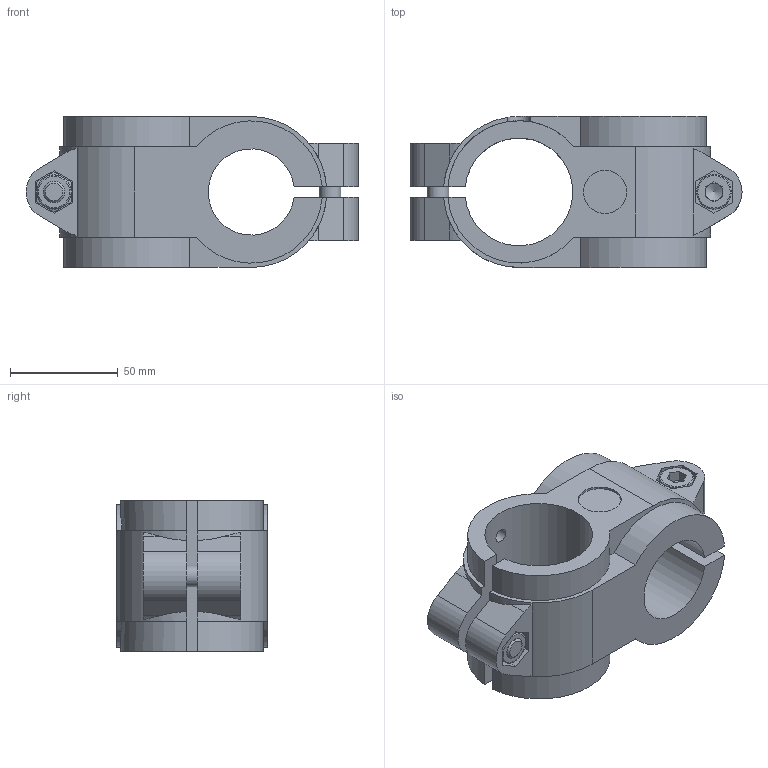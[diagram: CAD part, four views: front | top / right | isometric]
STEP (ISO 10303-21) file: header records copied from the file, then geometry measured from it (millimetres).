
FILE_DESCRIPTION( ( 'STEP AP214' ), '1' );
FILE_NAME( 'K0496.5040.stp', '2020-12-08T10:35:59', ( '' ), ( '' ), ' ', 'PARTsolutions', ' ' );
FILE_SCHEMA( ( 'AUTOMOTIVE_DESIGN { 1 0 10303 214 1 1 1 1 }' ) );
Length unit declared in the file: millimetre
Products named in the file (4): K0496.5040; _K0496.5040_kreuzklemmfuehrungen; _K0869.10X35; _din_985_M 10
Assembly tree (5 placements, depth 2):
  K0496.5040
    _K0496.5040_kreuzklemmfuehrungen
    _K0869.10X35  x2
    _din_985_M 10  x2
Bounding box: 154 x 70 x 70 mm (x, y, z)
Volume: 301883.5 mm3; surface area: 67893.8 mm2
Topology: 5 solids, 5 shells, 194 faces, 472 edges, 299 vertices
Faces by surface type: plane 111, cylinder 45, cone 32, torus 6
Full cylindrical faces by diameter (mm): 6.6 x2, 7.976 x2, 8.376 x2, 10 x2, 10.5 x4, 11 x2, 15.6 x2, 16 x2, 20 x1
Entity records: 5780 total; most frequent: CARTESIAN_POINT 1094, DIRECTION 712, ORIENTED_EDGE 688, EDGE_CURVE 344, AXIS2_PLACEMENT_3D 255, VERTEX_POINT 235, LINE 202, VECTOR 202
